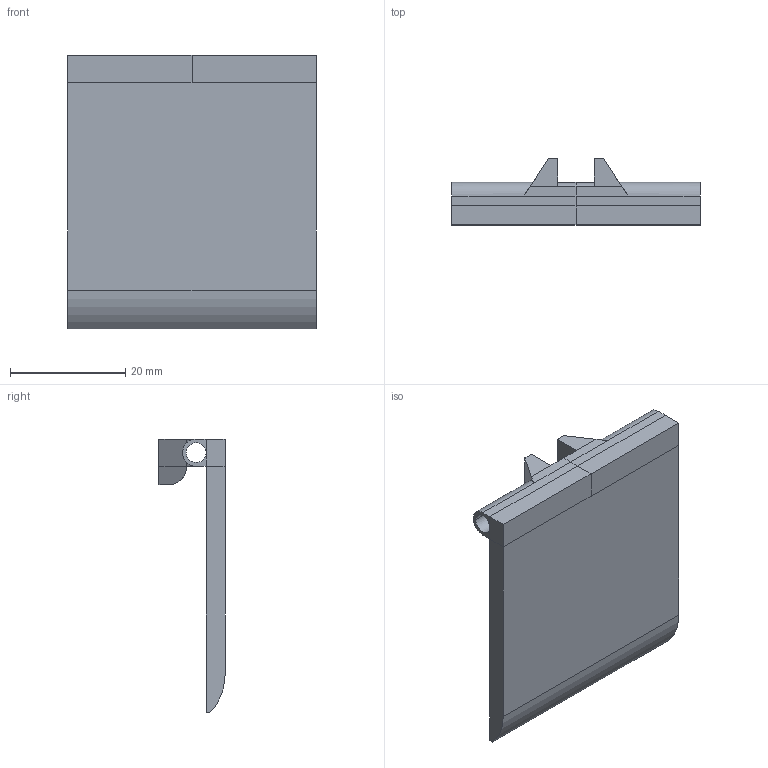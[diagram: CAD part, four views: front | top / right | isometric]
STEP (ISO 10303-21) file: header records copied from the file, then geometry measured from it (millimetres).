
FILE_DESCRIPTION(('FreeCAD Model'),'2;1');
FILE_NAME('Open CASCADE Shape Model','2025-02-28T16:21:58',(''),(''), 'Open CASCADE STEP processor 7.8','FreeCAD','Unknown');
FILE_SCHEMA(('AUTOMOTIVE_DESIGN { 1 0 10303 214 1 1 1 1 }'));
Length unit declared in the file: millimetre
Products named in the file (1): Cube Door
Bounding box: 43.18 x 11.51 x 47.62 mm (x, y, z)
Volume: 7108.2 mm3; surface area: 5588.5 mm2
Topology: 1 solids, 1 shells, 59 faces, 139 edges, 80 vertices
Faces by surface type: plane 48, cylinder 11
Entity records: 1662 total; most frequent: DIRECTION 282, CARTESIAN_POINT 279, ORIENTED_EDGE 278, EDGE_CURVE 139, LINE 116, VECTOR 116, AXIS2_PLACEMENT_3D 83, VERTEX_POINT 80
